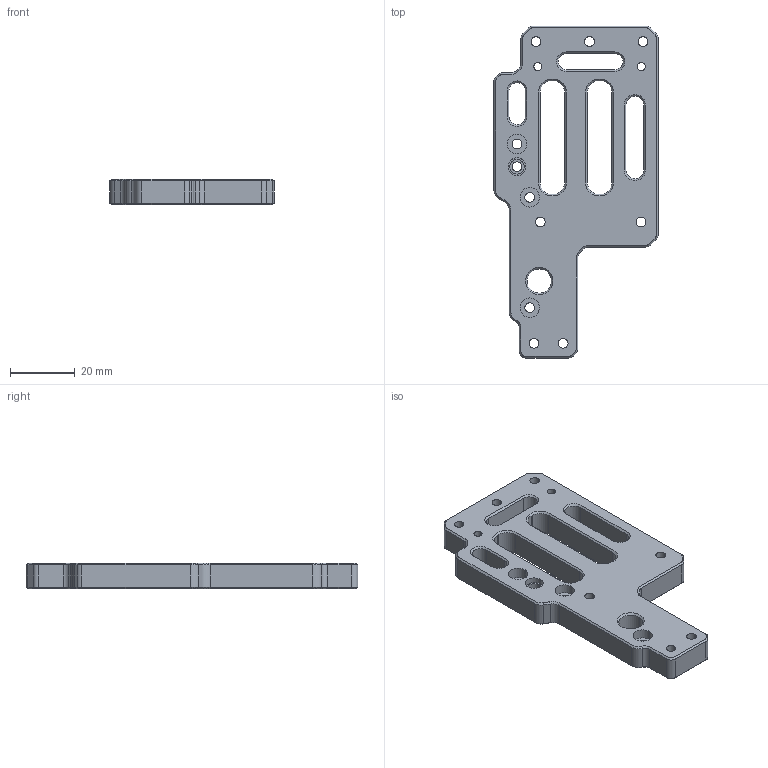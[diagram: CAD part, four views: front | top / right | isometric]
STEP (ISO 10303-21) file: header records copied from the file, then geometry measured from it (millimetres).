
FILE_DESCRIPTION (( 'STEP AP203' ), '1' );
FILE_NAME ('Hemera_Extuder_Plate.STEP', '2020-08-20T18:34:36', ( '' ), ( '' ), 'SwSTEP 2.0', 'SolidWorks 2019', '' );
FILE_SCHEMA (( 'CONFIG_CONTROL_DESIGN' ));
Length unit declared in the file: millimetre
Products named in the file (1): Hemera_Extuder_Plate
Bounding box: 50.6 x 102.31 x 8 mm (x, y, z)
Volume: 23347.8 mm3; surface area: 11727.3 mm2
Topology: 1 solids, 1 shells, 289 faces, 669 edges, 401 vertices
Faces by surface type: plane 117, cylinder 100, cone 72
Entity records: 8269 total; most frequent: DIRECTION 1522, CARTESIAN_POINT 1360, ORIENTED_EDGE 1338, EDGE_CURVE 669, AXIS2_PLACEMENT_3D 563, VERTEX_POINT 401, LINE 396, VECTOR 396
